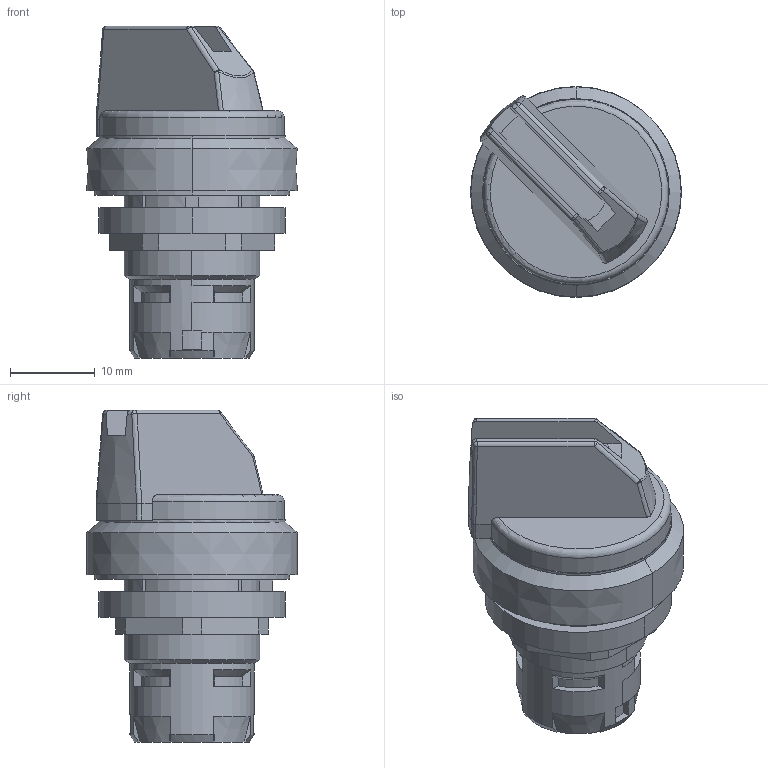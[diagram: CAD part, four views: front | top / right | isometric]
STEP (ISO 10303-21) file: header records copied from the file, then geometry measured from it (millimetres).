
FILE_DESCRIPTION(/* description */ (''),/* implementation_level */ '2;1');
FILE_NAME(/* name */ 'RKWA_514.stp',/* time_stamp */ '2020-09-17T08:24:00+02:00',/* author */ ('thagel'),/* organization */ (''),/* preprocessor_version */ 'ST-DEVELOPER v17.2',/* originating_system */ 'Autodesk Inventor 2019',/* authorisation */ '');
FILE_SCHEMA (('AUTOMOTIVE_DESIGN { 1 0 10303 214 3 1 1 }'));
Length unit declared in the file: millimetre
Products named in the file (1): RKWA_514
Bounding box: 24.87 x 24.87 x 39.13 mm (x, y, z)
Volume: 9290.9 mm3; surface area: 4881.3 mm2
Topology: 1 solids, 11 shells, 268 faces, 665 edges, 421 vertices
Faces by surface type: plane 135, cylinder 72, cone 35, torus 11, bspline 9, sphere 6
Full cylindrical faces by diameter (mm): 13.078 x1, 14.43 x1
Entity records: 8701 total; most frequent: CARTESIAN_POINT 2165, DIRECTION 1406, ORIENTED_EDGE 1330, EDGE_CURVE 665, AXIS2_PLACEMENT_3D 537, VERTEX_POINT 421, LINE 332, VECTOR 332
